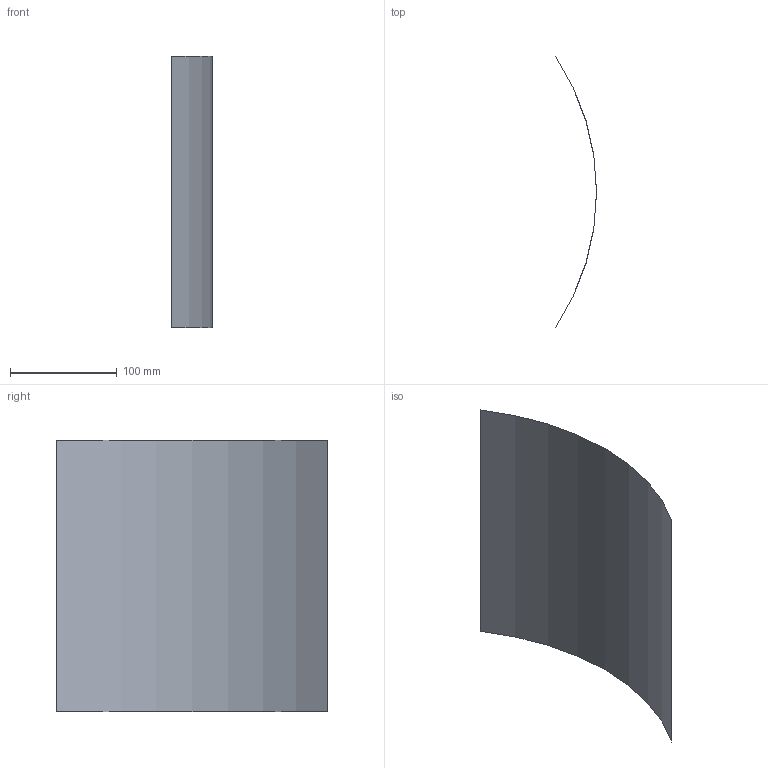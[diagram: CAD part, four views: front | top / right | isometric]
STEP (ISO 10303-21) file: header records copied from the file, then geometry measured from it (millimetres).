
FILE_DESCRIPTION((' '),'1');
FILE_NAME('Cylinder Face.stp', '2018-03-26T15:14:16',(' '), (' '), 'KCM Version 1.1.1891.0', 'Kubotek KCM', '');
FILE_SCHEMA(('AUTOMOTIVE_DESIGN'));
Length unit declared in the file: inch
Bounding box: 38.52 x 254 x 254 mm (x, y, z)
Surface area: 68403.5 mm2 (no closed solid volume)
Topology: 0 solids, 1 shells, 1 faces, 4 edges, 4 vertices
Faces by surface type: cylinder 1
Entity records: 66 total; most frequent: CARTESIAN_POINT 10, DIRECTION 10, AXIS2_PLACEMENT_3D 4, VERTEX_POINT 4, EDGE_CURVE 4, ORIENTED_EDGE 4, DIMENSIONAL_EXPONENTS 2, VECTOR 2
